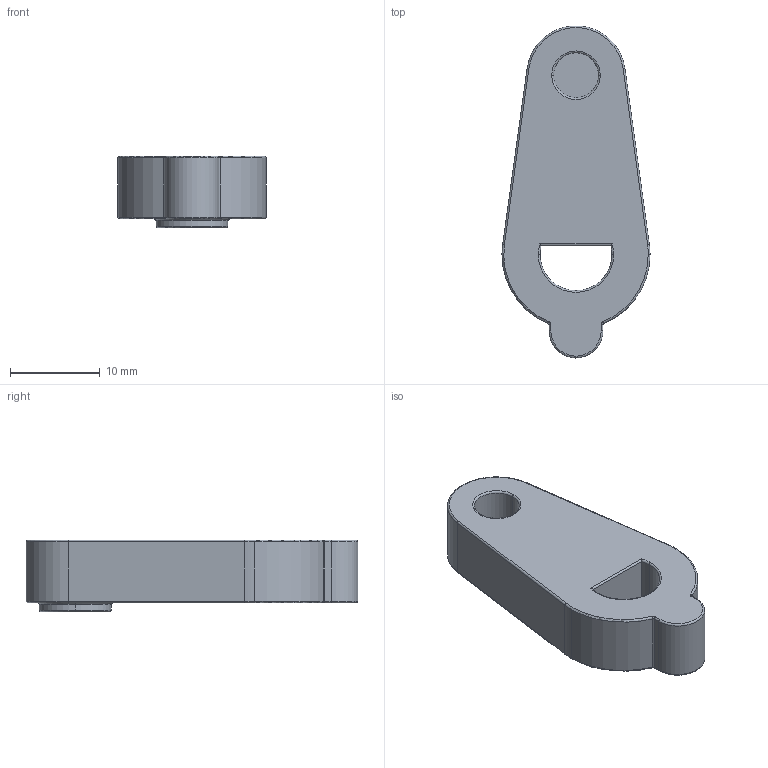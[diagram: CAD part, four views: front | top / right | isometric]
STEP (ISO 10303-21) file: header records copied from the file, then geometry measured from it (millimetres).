
FILE_DESCRIPTION (( 'STEP AP203' ), '1' );
FILE_NAME ('Moby-Manivelle-V_Défaut_sldprt.STEP', '2019-11-01T12:18:01', ( '' ), ( '' ), 'SwSTEP 2.0', 'SolidWorks 2017', '' );
FILE_SCHEMA (( 'CONFIG_CONTROL_DESIGN' ));
Length unit declared in the file: millimetre
Products named in the file (1): Moby-Manivelle-V_Défaut_sldprt
Bounding box: 16.5 x 36.98 x 8 mm (x, y, z)
Volume: 2821 mm3; surface area: 1717.2 mm2
Topology: 1 solids, 1 shells, 59 faces, 131 edges, 76 vertices
Faces by surface type: torus 26, cylinder 24, plane 9
Entity records: 1734 total; most frequent: DIRECTION 335, CARTESIAN_POINT 287, ORIENTED_EDGE 262, AXIS2_PLACEMENT_3D 148, EDGE_CURVE 131, CIRCLE 88, VERTEX_POINT 76, EDGE_LOOP 63
